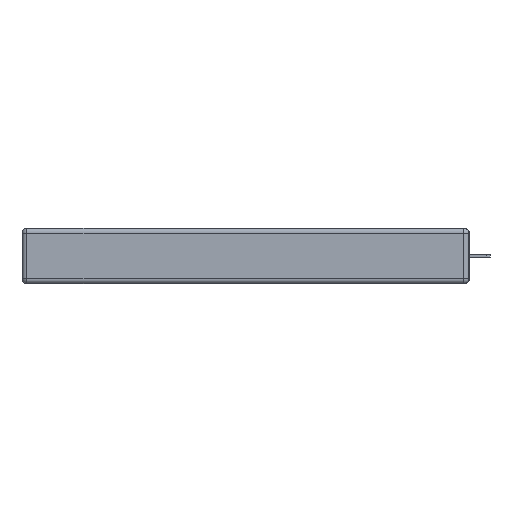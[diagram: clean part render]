
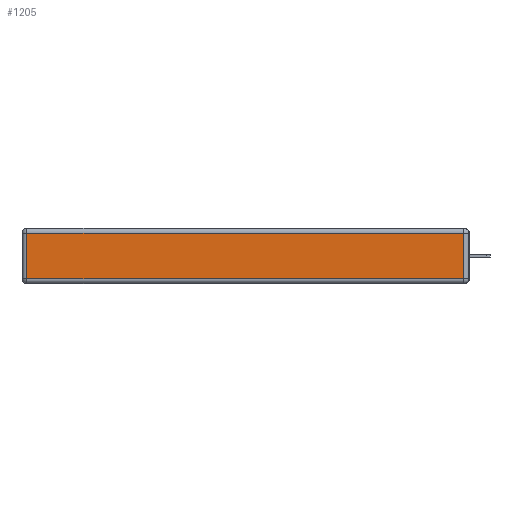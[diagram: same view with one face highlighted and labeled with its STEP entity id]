
A CAD part, left-side view. The second image highlights one B-rep face of the part: STEP entity #1205.
In plain terms, the highlighted planar face has unit normal (-1, 0, 0).
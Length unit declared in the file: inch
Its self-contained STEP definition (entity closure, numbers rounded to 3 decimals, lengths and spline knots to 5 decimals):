
#33 = VERTEX_POINT ( 'NONE', #12643 ) ;
#389 = EDGE_CURVE ( 'NONE', #5137, #13257, #19755, .T. ) ;
#1205 = ADVANCED_FACE ( 'NONE', ( #23451 ), #23578, .T. ) ;
#1523 = EDGE_CURVE ( 'NONE', #7827, #5137, #1783, .T. ) ;
#1783 = LINE ( 'NONE', #3824, #24085 ) ;
#2544 = VECTOR ( 'NONE', #9182, 39.37008 ) ;
#2846 = VECTOR ( 'NONE', #4672, 39.37008 ) ;
#3316 = EDGE_CURVE ( 'NONE', #13257, #33, #9551, .T. ) ;
#3824 = CARTESIAN_POINT ( 'NONE',  ( 0., 2.75, -0.03 ) ) ;
#4218 = CARTESIAN_POINT ( 'NONE',  ( 0., 2.72, -0.03 ) ) ;
#4672 = DIRECTION ( 'NONE',  ( 0., 0., 1. ) ) ;
#4805 = CARTESIAN_POINT ( 'NONE',  ( 0., 0.03, -0.343 ) ) ;
#5137 = VERTEX_POINT ( 'NONE', #4218 ) ;
#6366 = VECTOR ( 'NONE', #7723, 39.37008 ) ;
#6506 = DIRECTION ( 'NONE',  ( 0., 0., 1. ) ) ;
#7293 = CARTESIAN_POINT ( 'NONE',  ( 0., 0., -0.313 ) ) ;
#7723 = DIRECTION ( 'NONE',  ( 0., 0., -1. ) ) ;
#7827 = VERTEX_POINT ( 'NONE', #15173 ) ;
#8607 = CARTESIAN_POINT ( 'NONE',  ( 0., 2.72, -0.313 ) ) ;
#9182 = DIRECTION ( 'NONE',  ( 0., -1., 0. ) ) ;
#9551 = LINE ( 'NONE', #7293, #2544 ) ;
#11045 = EDGE_LOOP ( 'NONE', ( #15644, #15955, #11332, #14888 ) ) ;
#11332 = ORIENTED_EDGE ( 'NONE', *, *, #1523, .T. ) ;
#12643 = CARTESIAN_POINT ( 'NONE',  ( 0., 0.03, -0.313 ) ) ;
#13205 = DIRECTION ( 'NONE',  ( 0., 1., 0. ) ) ;
#13257 = VERTEX_POINT ( 'NONE', #8607 ) ;
#13707 = CARTESIAN_POINT ( 'NONE',  ( 0., 2.72, -0.343 ) ) ;
#14888 = ORIENTED_EDGE ( 'NONE', *, *, #389, .T. ) ;
#15173 = CARTESIAN_POINT ( 'NONE',  ( 0., 0.03, -0.03 ) ) ;
#15644 = ORIENTED_EDGE ( 'NONE', *, *, #3316, .T. ) ;
#15955 = ORIENTED_EDGE ( 'NONE', *, *, #20662, .T. ) ;
#16183 = LINE ( 'NONE', #4805, #2846 ) ;
#19755 = LINE ( 'NONE', #13707, #6366 ) ;
#19910 = CARTESIAN_POINT ( 'NONE',  ( 0., 0., -0.343 ) ) ;
#20662 = EDGE_CURVE ( 'NONE', #33, #7827, #16183, .T. ) ;
#21931 = DIRECTION ( 'NONE',  ( -1., 0., 0. ) ) ;
#23451 = FACE_OUTER_BOUND ( 'NONE', #11045, .T. ) ;
#23578 = PLANE ( 'NONE',  #24780 ) ;
#24085 = VECTOR ( 'NONE', #13205, 39.37008 ) ;
#24780 = AXIS2_PLACEMENT_3D ( 'NONE', #19910, #21931, #6506 ) ;
